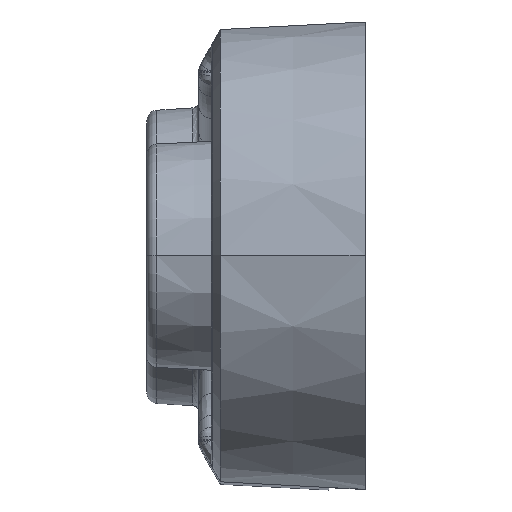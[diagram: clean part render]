
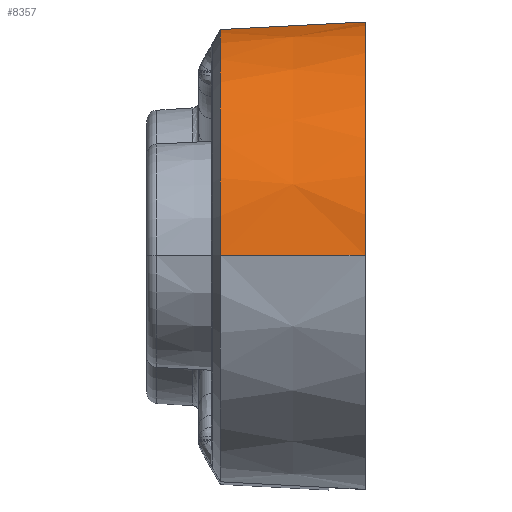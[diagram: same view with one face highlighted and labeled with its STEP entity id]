
A CAD part, top view. The second image highlights one B-rep face of the part: STEP entity #8357.
In plain terms, the highlighted conical face has half-angle 3 degrees and reference radius 9 mm.
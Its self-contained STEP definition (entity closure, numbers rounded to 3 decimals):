
#1576 = DIRECTION ( 'NONE',  ( -0.999, -0.052, 0. ) ) ;
#2385 = DIRECTION ( 'NONE',  ( 0., 0., -1. ) ) ;
#4416 = EDGE_CURVE ( 'NONE', #9725, #13649, #23499, .T. ) ;
#6484 = AXIS2_PLACEMENT_3D ( 'NONE', #21346, #13060, #25629 ) ;
#6950 = ORIENTED_EDGE ( 'NONE', *, *, #14091, .T. ) ;
#7536 = VERTEX_POINT ( 'NONE', #16597 ) ;
#7628 = VECTOR ( 'NONE', #10433, 1000. ) ;
#8357 = ADVANCED_FACE ( 'NONE', ( #17460 ), #12918, .T. ) ;
#8904 = ORIENTED_EDGE ( 'NONE', *, *, #4416, .F. ) ;
#9125 = CARTESIAN_POINT ( 'NONE',  ( -0.668, 0., 55. ) ) ;
#9725 = VERTEX_POINT ( 'NONE', #13030 ) ;
#10020 = CARTESIAN_POINT ( 'NONE',  ( 4.9, 9., 55. ) ) ;
#10153 = CARTESIAN_POINT ( 'NONE',  ( 4.9, 0., 55. ) ) ;
#10433 = DIRECTION ( 'NONE',  ( 0.999, 0., 0.052 ) ) ;
#10846 = EDGE_CURVE ( 'NONE', #9725, #7536, #21953, .T. ) ;
#11309 = ORIENTED_EDGE ( 'NONE', *, *, #18899, .T. ) ;
#12722 = VERTEX_POINT ( 'NONE', #19849 ) ;
#12918 = CONICAL_SURFACE ( 'NONE', #6484, 9., 0.052 ) ;
#13030 = CARTESIAN_POINT ( 'NONE',  ( 4.9, 9., 55. ) ) ;
#13060 = DIRECTION ( 'NONE',  ( 1., 0., 0. ) ) ;
#13649 = VERTEX_POINT ( 'NONE', #24427 ) ;
#14091 = EDGE_CURVE ( 'NONE', #7536, #12722, #19554, .T. ) ;
#14874 = DIRECTION ( 'NONE',  ( 1., 0., 0. ) ) ;
#16597 = CARTESIAN_POINT ( 'NONE',  ( -0.668, 8.708, 55. ) ) ;
#17460 = FACE_OUTER_BOUND ( 'NONE', #23333, .T. ) ;
#18605 = LINE ( 'NONE', #25017, #7628 ) ;
#18810 = AXIS2_PLACEMENT_3D ( 'NONE', #10153, #24890, #2385 ) ;
#18886 = ORIENTED_EDGE ( 'NONE', *, *, #10846, .T. ) ;
#18899 = EDGE_CURVE ( 'NONE', #12722, #13649, #18605, .T. ) ;
#19554 = CIRCLE ( 'NONE', #26388, 8.708 ) ;
#19849 = CARTESIAN_POINT ( 'NONE',  ( -0.668, 0., 63.708 ) ) ;
#21036 = DIRECTION ( 'NONE',  ( 0., 0., 1. ) ) ;
#21346 = CARTESIAN_POINT ( 'NONE',  ( 4.9, 0., 55. ) ) ;
#21953 = LINE ( 'NONE', #10020, #26212 ) ;
#23333 = EDGE_LOOP ( 'NONE', ( #6950, #11309, #8904, #18886 ) ) ;
#23499 = CIRCLE ( 'NONE', #18810, 9. ) ;
#24427 = CARTESIAN_POINT ( 'NONE',  ( 4.9, 0., 64. ) ) ;
#24890 = DIRECTION ( 'NONE',  ( 1., 0., 0. ) ) ;
#25017 = CARTESIAN_POINT ( 'NONE',  ( 4.9, 0., 64. ) ) ;
#25629 = DIRECTION ( 'NONE',  ( 0., 0., 1. ) ) ;
#26212 = VECTOR ( 'NONE', #1576, 1000. ) ;
#26388 = AXIS2_PLACEMENT_3D ( 'NONE', #9125, #14874, #21036 ) ;
